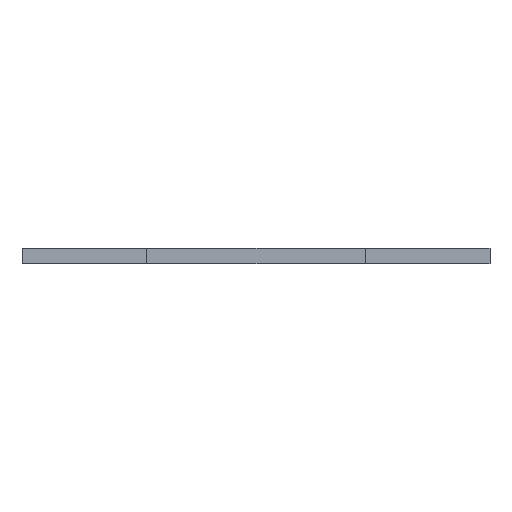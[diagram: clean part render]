
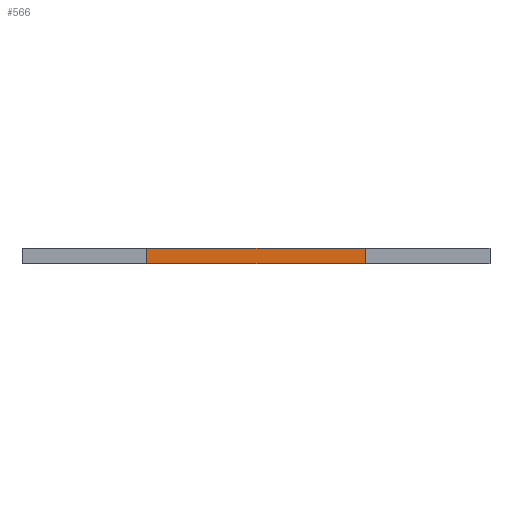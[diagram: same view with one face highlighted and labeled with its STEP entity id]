
A CAD part, left-side view. The second image highlights one B-rep face of the part: STEP entity #566.
In plain terms, the highlighted planar face has unit normal (-1, 0, 0).
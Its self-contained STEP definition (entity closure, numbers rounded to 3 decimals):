
#10 = ORIENTED_EDGE ( 'NONE', *, *, #943, .F. ) ;
#28 = VERTEX_POINT ( 'NONE', #685 ) ;
#41 = DIRECTION ( 'NONE',  ( 1., 0., 0. ) ) ;
#66 = CARTESIAN_POINT ( 'NONE',  ( -98., 21., 3. ) ) ;
#74 = AXIS2_PLACEMENT_3D ( 'NONE', #853, #41, #345 ) ;
#114 = EDGE_CURVE ( 'NONE', #395, #575, #554, .T. ) ;
#128 = CARTESIAN_POINT ( 'NONE',  ( -98., 21., 0. ) ) ;
#138 = EDGE_CURVE ( 'NONE', #154, #575, #920, .T. ) ;
#154 = VERTEX_POINT ( 'NONE', #423 ) ;
#188 = VECTOR ( 'NONE', #431, 1000. ) ;
#189 = PLANE ( 'NONE',  #74 ) ;
#243 = CARTESIAN_POINT ( 'NONE',  ( -98., 21., 0. ) ) ;
#269 = CARTESIAN_POINT ( 'NONE',  ( -98., -21., 3. ) ) ;
#279 = DIRECTION ( 'NONE',  ( 0., 0., -1. ) ) ;
#318 = LINE ( 'NONE', #609, #451 ) ;
#336 = ORIENTED_EDGE ( 'NONE', *, *, #114, .T. ) ;
#345 = DIRECTION ( 'NONE',  ( 0., 0., -1. ) ) ;
#395 = VERTEX_POINT ( 'NONE', #243 ) ;
#423 = CARTESIAN_POINT ( 'NONE',  ( -98., -21., 3. ) ) ;
#431 = DIRECTION ( 'NONE',  ( 0., -1., 0. ) ) ;
#451 = VECTOR ( 'NONE', #896, 1000. ) ;
#510 = LINE ( 'NONE', #66, #585 ) ;
#554 = LINE ( 'NONE', #128, #188 ) ;
#566 = ADVANCED_FACE ( 'NONE', ( #912 ), #189, .F. ) ;
#575 = VERTEX_POINT ( 'NONE', #784 ) ;
#585 = VECTOR ( 'NONE', #279, 1000. ) ;
#596 = EDGE_LOOP ( 'NONE', ( #336, #842, #10, #617 ) ) ;
#609 = CARTESIAN_POINT ( 'NONE',  ( -98., 21., 3. ) ) ;
#617 = ORIENTED_EDGE ( 'NONE', *, *, #700, .T. ) ;
#647 = DIRECTION ( 'NONE',  ( 0., 0., -1. ) ) ;
#666 = VECTOR ( 'NONE', #647, 1000. ) ;
#685 = CARTESIAN_POINT ( 'NONE',  ( -98., 21., 3. ) ) ;
#700 = EDGE_CURVE ( 'NONE', #28, #395, #510, .T. ) ;
#784 = CARTESIAN_POINT ( 'NONE',  ( -98., -21., 0. ) ) ;
#842 = ORIENTED_EDGE ( 'NONE', *, *, #138, .F. ) ;
#853 = CARTESIAN_POINT ( 'NONE',  ( -98., 21., 3. ) ) ;
#896 = DIRECTION ( 'NONE',  ( 0., -1., 0. ) ) ;
#912 = FACE_OUTER_BOUND ( 'NONE', #596, .T. ) ;
#920 = LINE ( 'NONE', #269, #666 ) ;
#943 = EDGE_CURVE ( 'NONE', #28, #154, #318, .T. ) ;
